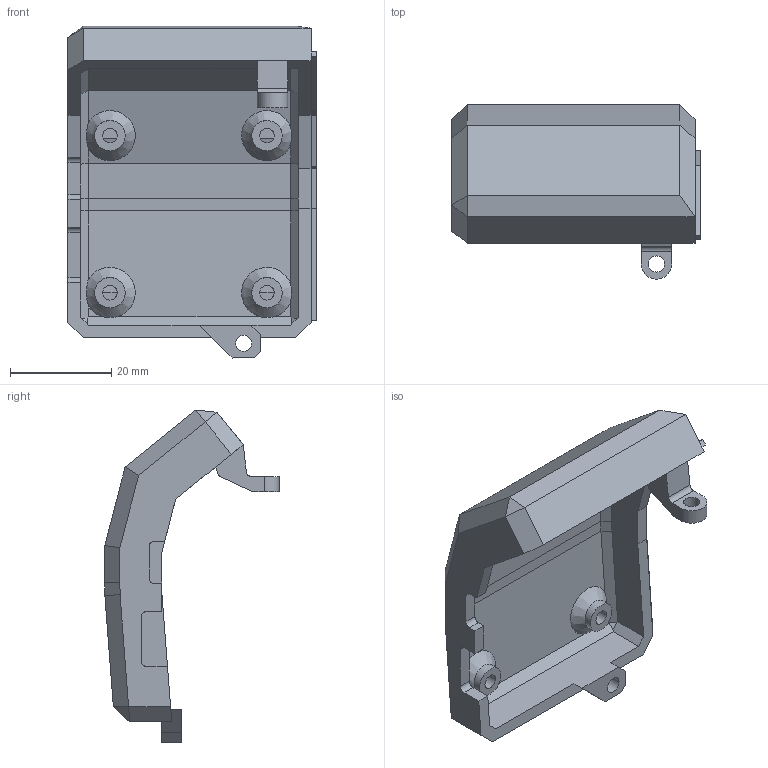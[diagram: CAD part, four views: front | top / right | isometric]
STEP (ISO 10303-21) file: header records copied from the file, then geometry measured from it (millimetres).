
FILE_DESCRIPTION(/* description */ (''),/* implementation_level */ '2;1');
FILE_NAME(/* name */ 'Huvud Cover Mount.step',/* time_stamp */ '2022-03-02T15:34:23-05:00',/* author */ (''),/* organization */ (''),/* preprocessor_version */ 'ST-DEVELOPER v18.1',/* originating_system */ 'Autodesk Translation Framework v10.13.0.1454',/* authorisation */ '');
FILE_SCHEMA (('AUTOMOTIVE_DESIGN { 1 0 10303 214 3 1 1 }'));
Length unit declared in the file: millimetre
Products named in the file (1): Huvud Cover Mount
Bounding box: 49 x 34.45 x 65.54 mm (x, y, z)
Volume: 13188.7 mm3; surface area: 11236.5 mm2
Topology: 1 solids, 1 shells, 162 faces, 426 edges, 273 vertices
Faces by surface type: plane 140, cylinder 18, bspline 4
Full cylindrical faces by diameter (mm): 2.9 x4, 3.2 x2, 6 x4
Entity records: 5351 total; most frequent: CARTESIAN_POINT 1348, ORIENTED_EDGE 852, DIRECTION 760, EDGE_CURVE 426, LINE 358, VECTOR 358, VERTEX_POINT 273, AXIS2_PLACEMENT_3D 201
